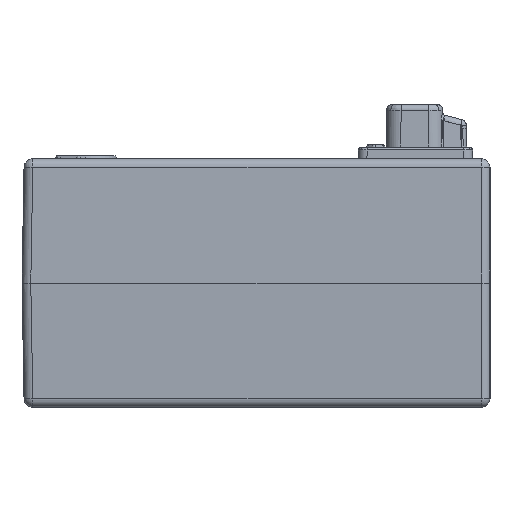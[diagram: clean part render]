
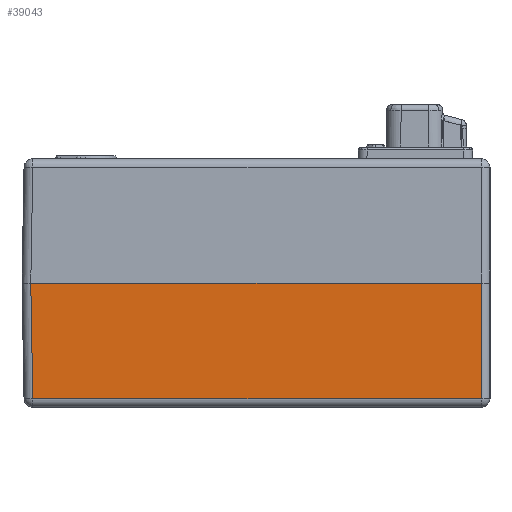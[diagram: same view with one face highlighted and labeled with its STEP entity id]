
A CAD part, left-side view. The second image highlights one B-rep face of the part: STEP entity #39043.
In plain terms, the highlighted planar face has unit normal (-1, 0, -0.018).
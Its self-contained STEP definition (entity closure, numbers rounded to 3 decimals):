
#14662 = DIRECTION ( 'NONE',  ( -1., 0., -0.017 ) ) ;
#14785 = DIRECTION ( 'NONE',  ( 0.017, 0., -1. ) ) ;
#15025 = PLANE ( 'NONE',  #42942 ) ;
#15038 = CARTESIAN_POINT ( 'NONE',  ( -170., 80., 0. ) ) ;
#15974 = CARTESIAN_POINT ( 'NONE',  ( -169.31, 76.31, -39.552 ) ) ;
#15979 = CARTESIAN_POINT ( 'NONE',  ( -170., -77., 0. ) ) ;
#16067 = CARTESIAN_POINT ( 'NONE',  ( -169.31, -77., -39.552 ) ) ;
#16078 = CARTESIAN_POINT ( 'NONE',  ( -170., 77., 0. ) ) ;
#16571 = FACE_OUTER_BOUND ( 'NONE', #29779, .T. ) ;
#23334 = EDGE_CURVE ( 'NONE', #34444, #34416, #28173, .T. ) ;
#23343 = EDGE_CURVE ( 'NONE', #34400, #34415, #28222, .T. ) ;
#23349 = EDGE_CURVE ( 'NONE', #34444, #34415, #28329, .T. ) ;
#23360 = EDGE_CURVE ( 'NONE', #34416, #34400, #28262, .T. ) ;
#27830 = DIRECTION ( 'NONE',  ( -0.017, 0., 1. ) ) ;
#27834 = DIRECTION ( 'NONE',  ( 0., -1., 0. ) ) ;
#27858 = CARTESIAN_POINT ( 'NONE',  ( -170., -77., 0. ) ) ;
#27903 = CARTESIAN_POINT ( 'NONE',  ( -170., 80., 0. ) ) ;
#27983 = CARTESIAN_POINT ( 'NONE',  ( -169.31, -80., -39.552 ) ) ;
#28021 = DIRECTION ( 'NONE',  ( 0., -1., 0. ) ) ;
#28115 = VECTOR ( 'NONE', #30562, 1000. ) ;
#28173 = LINE ( 'NONE', #30554, #28115 ) ;
#28210 = VECTOR ( 'NONE', #27830, 1000. ) ;
#28222 = LINE ( 'NONE', #27858, #28210 ) ;
#28247 = VECTOR ( 'NONE', #27834, 1000. ) ;
#28262 = LINE ( 'NONE', #27983, #28350 ) ;
#28329 = LINE ( 'NONE', #27903, #28247 ) ;
#28350 = VECTOR ( 'NONE', #28021, 1000. ) ;
#29779 = EDGE_LOOP ( 'NONE', ( #36864, #36822, #36825, #36852 ) ) ;
#30554 = CARTESIAN_POINT ( 'NONE',  ( -170.001, 77.001, 0.052 ) ) ;
#30562 = DIRECTION ( 'NONE',  ( 0.017, -0.017, -1. ) ) ;
#34400 = VERTEX_POINT ( 'NONE', #16067 ) ;
#34415 = VERTEX_POINT ( 'NONE', #15979 ) ;
#34416 = VERTEX_POINT ( 'NONE', #15974 ) ;
#34444 = VERTEX_POINT ( 'NONE', #16078 ) ;
#36822 = ORIENTED_EDGE ( 'NONE', *, *, #23343, .T. ) ;
#36825 = ORIENTED_EDGE ( 'NONE', *, *, #23349, .F. ) ;
#36852 = ORIENTED_EDGE ( 'NONE', *, *, #23334, .T. ) ;
#36864 = ORIENTED_EDGE ( 'NONE', *, *, #23360, .T. ) ;
#39043 = ADVANCED_FACE ( 'NONE', ( #16571 ), #15025, .T. ) ;
#42942 = AXIS2_PLACEMENT_3D ( 'NONE', #15038, #14662, #14785 ) ;
